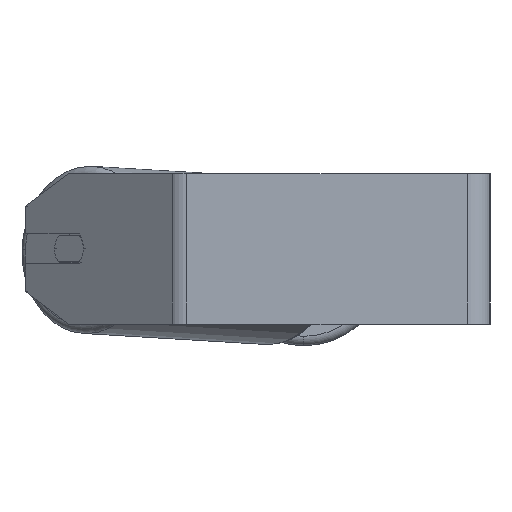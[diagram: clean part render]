
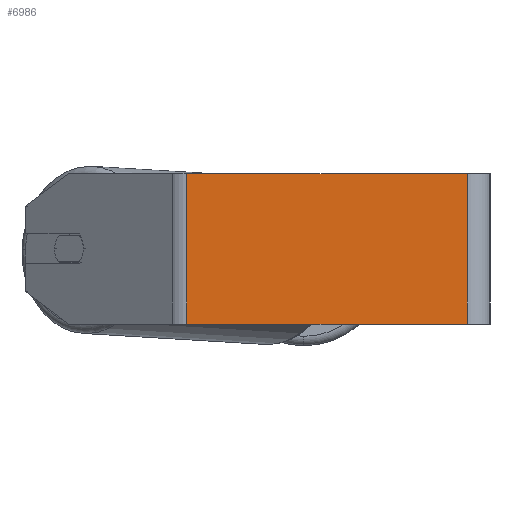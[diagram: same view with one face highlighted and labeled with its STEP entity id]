
A CAD part, left-side view. The second image highlights one B-rep face of the part: STEP entity #6986.
In plain terms, the highlighted planar face has unit normal (-1, 0, 0).
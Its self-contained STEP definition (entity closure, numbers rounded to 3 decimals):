
#159 = EDGE_LOOP ( 'NONE', ( #4845, #3839, #5935, #4174 ) ) ;
#359 = DIRECTION ( 'NONE',  ( 0., 0., -1. ) ) ;
#399 = DIRECTION ( 'NONE',  ( 0., 0., -1. ) ) ;
#932 = CARTESIAN_POINT ( 'NONE',  ( -300., 12., 40. ) ) ;
#1668 = FACE_OUTER_BOUND ( 'NONE', #159, .T. ) ;
#2214 = CARTESIAN_POINT ( 'NONE',  ( -300., 161.182, 40. ) ) ;
#2515 = CARTESIAN_POINT ( 'NONE',  ( -300., 165.55, 40. ) ) ;
#2644 = LINE ( 'NONE', #5438, #5461 ) ;
#2721 = DIRECTION ( 'NONE',  ( 0., -1., 0. ) ) ;
#2926 = VERTEX_POINT ( 'NONE', #5276 ) ;
#3267 = VERTEX_POINT ( 'NONE', #5250 ) ;
#3458 = EDGE_CURVE ( 'NONE', #3267, #8574, #7099, .T. ) ;
#3486 = VECTOR ( 'NONE', #6471, 1000. ) ;
#3647 = CARTESIAN_POINT ( 'NONE',  ( -300., 12., -40. ) ) ;
#3770 = CARTESIAN_POINT ( 'NONE',  ( -300., 165.55, -40. ) ) ;
#3839 = ORIENTED_EDGE ( 'NONE', *, *, #3458, .F. ) ;
#4174 = ORIENTED_EDGE ( 'NONE', *, *, #8595, .T. ) ;
#4356 = LINE ( 'NONE', #4408, #8069 ) ;
#4408 = CARTESIAN_POINT ( 'NONE',  ( -300., 161.182, 40. ) ) ;
#4440 = EDGE_CURVE ( 'NONE', #7250, #3267, #2644, .T. ) ;
#4845 = ORIENTED_EDGE ( 'NONE', *, *, #5181, .T. ) ;
#5181 = EDGE_CURVE ( 'NONE', #2926, #8574, #7748, .T. ) ;
#5250 = CARTESIAN_POINT ( 'NONE',  ( -300., 12., 40. ) ) ;
#5276 = CARTESIAN_POINT ( 'NONE',  ( -300., 161.182, -40. ) ) ;
#5438 = CARTESIAN_POINT ( 'NONE',  ( -300., 165.55, 40. ) ) ;
#5461 = VECTOR ( 'NONE', #2721, 1000. ) ;
#5717 = DIRECTION ( 'NONE',  ( 0., 0., -1. ) ) ;
#5935 = ORIENTED_EDGE ( 'NONE', *, *, #4440, .F. ) ;
#5941 = PLANE ( 'NONE',  #8322 ) ;
#6471 = DIRECTION ( 'NONE',  ( 0., -1., 0. ) ) ;
#6986 = ADVANCED_FACE ( 'NONE', ( #1668 ), #5941, .F. ) ;
#7099 = LINE ( 'NONE', #932, #8002 ) ;
#7188 = DIRECTION ( 'NONE',  ( 1., 0., 0. ) ) ;
#7250 = VERTEX_POINT ( 'NONE', #2214 ) ;
#7748 = LINE ( 'NONE', #3770, #3486 ) ;
#8002 = VECTOR ( 'NONE', #359, 1000. ) ;
#8069 = VECTOR ( 'NONE', #5717, 1000. ) ;
#8322 = AXIS2_PLACEMENT_3D ( 'NONE', #2515, #7188, #399 ) ;
#8574 = VERTEX_POINT ( 'NONE', #3647 ) ;
#8595 = EDGE_CURVE ( 'NONE', #7250, #2926, #4356, .T. ) ;
